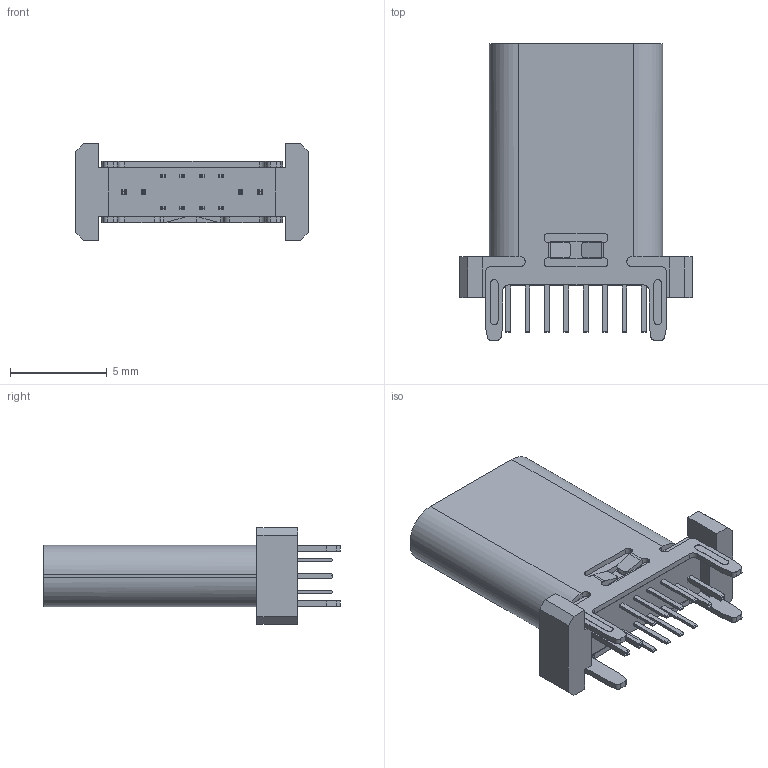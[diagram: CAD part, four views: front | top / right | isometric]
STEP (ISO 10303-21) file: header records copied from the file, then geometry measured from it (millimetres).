
FILE_DESCRIPTION((''),'2;1');
FILE_NAME('TYPE-C_16PIN___A_H0002','2025-02-24T19:04:26',('Administrator'),(''),'CREO PARAMETRIC BY PTC INC, 2020154','CREO PARAMETRIC BY PTC INC, 2020154','');
FILE_SCHEMA(('AUTOMOTIVE_DESIGN { 1 0 10303 214 1 1 1 1 }'));
Length unit declared in the file: millimetre
Products named in the file (1): TYPE-C_16PIN___A_H0002
Bounding box: 12 x 15.3 x 5 mm (x, y, z)
Volume: 272.8 mm3; surface area: 884.4 mm2
Topology: 1 solids, 1 shells, 476 faces, 1351 edges, 890 vertices
Faces by surface type: plane 352, cylinder 116, cone 8
Entity records: 19676 total; most frequent: CARTESIAN_POINT 2866, ORIENTED_EDGE 2702, DIRECTION 2518, PRESENTATION_STYLE_ASSIGNMENT 1368, STYLED_ITEM 1352, CURVE_STYLE 1351, EDGE_CURVE 1351, VECTOR 1086
